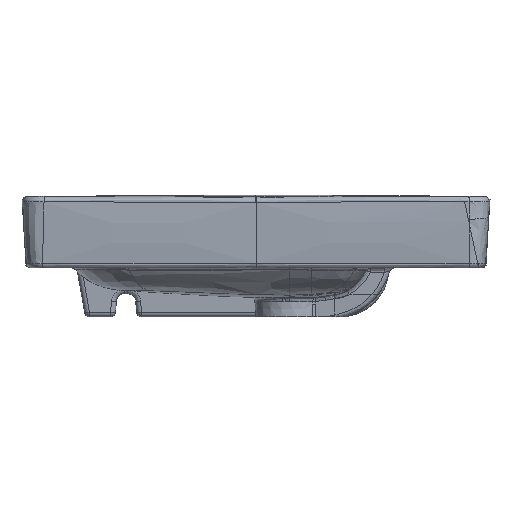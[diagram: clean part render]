
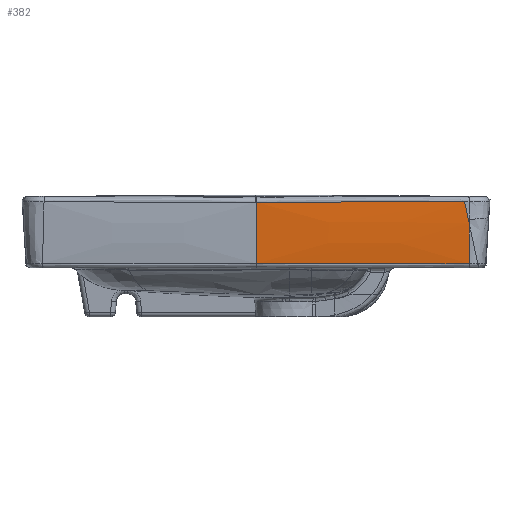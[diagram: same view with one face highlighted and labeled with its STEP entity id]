
A CAD part, front view. The second image highlights one B-rep face of the part: STEP entity #382.
In plain terms, the highlighted free-form (B-spline) face has degree [3, 3] with [4, 4] control points.
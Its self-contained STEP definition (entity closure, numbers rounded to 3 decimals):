
#69=B_SPLINE_SURFACE_WITH_KNOTS('',3,3,((#22408,#22409,#22410,#22411),(#22412,
#22413,#22414,#22415),(#22416,#22417,#22418,#22419),(#22420,#22421,#22422,
#22423)),.UNSPECIFIED.,.F.,.F.,.F.,(4,4),(4,4),(0.,1.),(0.,1.),
 .UNSPECIFIED.);
#382=ADVANCED_FACE('',(#728),#69,.F.);
#728=FACE_OUTER_BOUND('',#987,.T.);
#987=EDGE_LOOP('',(#1355,#1356,#1357,#1358,#1359));
#1355=ORIENTED_EDGE('',*,*,#3080,.T.);
#1356=ORIENTED_EDGE('',*,*,#3023,.T.);
#1357=ORIENTED_EDGE('',*,*,#3081,.T.);
#1358=ORIENTED_EDGE('',*,*,#3082,.T.);
#1359=ORIENTED_EDGE('',*,*,#3083,.T.);
#2617=VERTEX_POINT('',#21162);
#2618=VERTEX_POINT('',#21163);
#2672=VERTEX_POINT('',#22382);
#2673=VERTEX_POINT('',#22391);
#2674=VERTEX_POINT('',#22396);
#3023=EDGE_CURVE('',#2617,#2618,#11203,.T.);
#3080=EDGE_CURVE('',#2672,#2617,#11237,.T.);
#3081=EDGE_CURVE('',#2618,#2673,#11238,.T.);
#3082=EDGE_CURVE('',#2673,#2674,#11239,.T.);
#3083=EDGE_CURVE('',#2674,#2672,#11240,.T.);
#11203=B_SPLINE_CURVE_WITH_KNOTS('',3,(#21152,#21153,#21154,#21155,#21156,
#21157,#21158,#21159,#21160,#21161),.UNSPECIFIED.,.F.,.F.,(4,2,2,2,4),(0.,
0.5,0.625,0.75,1.),.UNSPECIFIED.);
#11237=B_SPLINE_CURVE_WITH_KNOTS('',3,(#22378,#22379,#22380,#22381),
 .UNSPECIFIED.,.F.,.F.,(4,4),(0.,1.),.UNSPECIFIED.);
#11238=B_SPLINE_CURVE_WITH_KNOTS('',3,(#22383,#22384,#22385,#22386,#22387,
#22388,#22389,#22390),.UNSPECIFIED.,.F.,.F.,(4,3,1,4),(0.,0.027,
0.625,1.),.UNSPECIFIED.);
#11239=B_SPLINE_CURVE_WITH_KNOTS('',3,(#22392,#22393,#22394,#22395),
 .UNSPECIFIED.,.F.,.F.,(4,4),(0.,1.),.UNSPECIFIED.);
#11240=B_SPLINE_CURVE_WITH_KNOTS('',3,(#22397,#22398,#22399,#22400,#22401,
#22402,#22403,#22404,#22405,#22406,#22407),.UNSPECIFIED.,.F.,.F.,(4,2,1,
2,2,4),(0.,0.25,0.375,0.438,0.5,
1.),.UNSPECIFIED.);
#21152=CARTESIAN_POINT('',(427.987,-275.475,579.27));
#21153=CARTESIAN_POINT('',(392.495,-276.277,579.189));
#21154=CARTESIAN_POINT('',(357.,-276.878,578.983));
#21155=CARTESIAN_POINT('',(312.627,-277.37,578.668));
#21156=CARTESIAN_POINT('',(303.752,-277.455,578.611));
#21157=CARTESIAN_POINT('',(286.002,-277.605,578.635));
#21158=CARTESIAN_POINT('',(277.127,-277.667,578.653));
#21159=CARTESIAN_POINT('',(250.501,-277.815,578.683));
#21160=CARTESIAN_POINT('',(232.751,-277.863,578.695));
#21161=CARTESIAN_POINT('',(215.,-277.864,578.721));
#21162=CARTESIAN_POINT('',(427.987,-275.475,579.27));
#21163=CARTESIAN_POINT('',(215.,-277.864,578.721));
#22378=CARTESIAN_POINT('',(432.594,-274.499,557.677));
#22379=CARTESIAN_POINT('',(431.059,-274.933,564.871));
#22380=CARTESIAN_POINT('',(429.524,-275.258,572.069));
#22381=CARTESIAN_POINT('',(427.987,-275.475,579.27));
#22382=CARTESIAN_POINT('',(432.594,-274.499,557.677));
#22383=CARTESIAN_POINT('',(215.,-278.059,588.352));
#22384=CARTESIAN_POINT('',(215.,-278.039,587.235));
#22385=CARTESIAN_POINT('',(215.,-278.02,586.117));
#22386=CARTESIAN_POINT('',(215.,-278.,585.));
#22387=CARTESIAN_POINT('',(215.,-277.574,560.58));
#22388=CARTESIAN_POINT('',(215.,-274.929,521.006));
#22389=CARTESIAN_POINT('',(215.,-269.101,481.592));
#22390=CARTESIAN_POINT('',(215.,-266.854,466.4));
#22391=CARTESIAN_POINT('',(215.,-273.562,515.872));
#22392=CARTESIAN_POINT('',(215.,-273.562,515.872));
#22393=CARTESIAN_POINT('',(287.539,-273.562,515.872));
#22394=CARTESIAN_POINT('',(360.077,-272.698,515.867));
#22395=CARTESIAN_POINT('',(432.594,-270.957,515.858));
#22396=CARTESIAN_POINT('',(432.594,-270.957,515.858));
#22397=CARTESIAN_POINT('',(432.594,-270.957,515.858));
#22398=CARTESIAN_POINT('',(432.594,-271.351,519.305));
#22399=CARTESIAN_POINT('',(432.594,-271.721,522.771));
#22400=CARTESIAN_POINT('',(432.594,-272.241,527.999));
#22401=CARTESIAN_POINT('',(432.594,-272.492,530.621));
#22402=CARTESIAN_POINT('',(432.594,-272.73,533.254));
#22403=CARTESIAN_POINT('',(432.594,-272.885,535.011));
#22404=CARTESIAN_POINT('',(432.594,-272.962,535.906));
#22405=CARTESIAN_POINT('',(432.594,-273.621,543.689));
#22406=CARTESIAN_POINT('',(432.594,-274.11,550.658));
#22407=CARTESIAN_POINT('',(432.594,-274.499,557.677));
#22408=CARTESIAN_POINT('',(215.,-277.888,579.679));
#22409=CARTESIAN_POINT('',(215.,-277.36,558.217));
#22410=CARTESIAN_POINT('',(215.,-275.904,536.831));
#22411=CARTESIAN_POINT('',(215.,-273.519,515.493));
#22412=CARTESIAN_POINT('',(290.218,-277.888,579.67));
#22413=CARTESIAN_POINT('',(290.158,-277.359,558.175));
#22414=CARTESIAN_POINT('',(289.684,-275.9,536.786));
#22415=CARTESIAN_POINT('',(288.804,-273.519,515.486));
#22416=CARTESIAN_POINT('',(363.091,-277.028,579.661));
#22417=CARTESIAN_POINT('',(363.003,-276.497,558.132));
#22418=CARTESIAN_POINT('',(362.088,-275.035,536.742));
#22419=CARTESIAN_POINT('',(360.36,-272.658,515.48));
#22420=CARTESIAN_POINT('',(437.996,-275.253,579.652));
#22421=CARTESIAN_POINT('',(437.852,-274.721,558.089));
#22422=CARTESIAN_POINT('',(436.467,-273.255,536.698));
#22423=CARTESIAN_POINT('',(433.863,-270.882,515.473));
